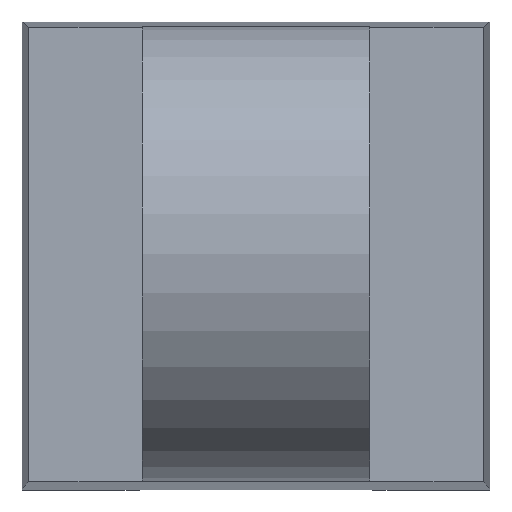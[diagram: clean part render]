
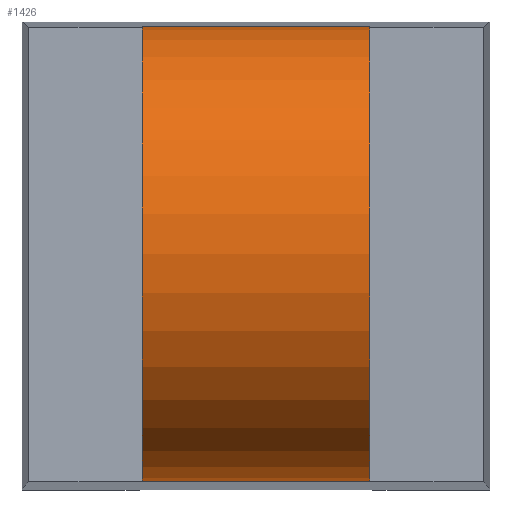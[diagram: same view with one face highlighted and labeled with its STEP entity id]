
A CAD part, top view. The second image highlights one B-rep face of the part: STEP entity #1426.
In plain terms, the highlighted cylindrical face has radius 0.025 mm (diameter 0.049 mm), a partial arc.
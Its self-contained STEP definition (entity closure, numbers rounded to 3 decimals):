
#181 = PLANE('',#182);
#182 = AXIS2_PLACEMENT_3D('',#183,#184,#185);
#183 = CARTESIAN_POINT('',(0.025,0.025,
    0.119));
#184 = DIRECTION('',(0.,-1.,0.));
#185 = DIRECTION('',(-1.,0.,0.));
#624 = PLANE('',#625);
#625 = AXIS2_PLACEMENT_3D('',#626,#627,#628);
#626 = CARTESIAN_POINT('',(0.012,-0.025,
    0.119));
#627 = DIRECTION('',(1.,0.,0.));
#628 = DIRECTION('',(0.,1.,0.));
#641 = VERTEX_POINT('',#642);
#642 = CARTESIAN_POINT('',(0.012,0.025,
    0.143));
#663 = EDGE_CURVE('',#641,#664,#666,.T.);
#664 = VERTEX_POINT('',#665);
#665 = CARTESIAN_POINT('',(-0.012,0.025,
    0.143));
#666 = SURFACE_CURVE('',#667,(#671,#678),.PCURVE_S1.);
#667 = LINE('',#668,#669);
#668 = CARTESIAN_POINT('',(0.025,0.025,
    0.143));
#669 = VECTOR('',#670,1.);
#670 = DIRECTION('',(-1.,0.,0.));
#671 = PCURVE('',#181,#672);
#672 = DEFINITIONAL_REPRESENTATION('',(#673),#677);
#673 = LINE('',#674,#675);
#674 = CARTESIAN_POINT('',(0.,-0.025));
#675 = VECTOR('',#676,1.);
#676 = DIRECTION('',(1.,0.));
#677 = ( GEOMETRIC_REPRESENTATION_CONTEXT(2) 
PARAMETRIC_REPRESENTATION_CONTEXT() REPRESENTATION_CONTEXT('2D SPACE',''
  ) );
#678 = PCURVE('',#679,#684);
#679 = CYLINDRICAL_SURFACE('',#680,0.025);
#680 = AXIS2_PLACEMENT_3D('',#681,#682,#683);
#681 = CARTESIAN_POINT('',(0.025,0.,
    0.143));
#682 = DIRECTION('',(1.,0.,0.));
#683 = DIRECTION('',(0.,0.,1.));
#684 = DEFINITIONAL_REPRESENTATION('',(#685),#689);
#685 = LINE('',#686,#687);
#686 = CARTESIAN_POINT('',(-7.854,0.));
#687 = VECTOR('',#688,1.);
#688 = DIRECTION('',(-0.,-1.));
#689 = ( GEOMETRIC_REPRESENTATION_CONTEXT(2) 
PARAMETRIC_REPRESENTATION_CONTEXT() REPRESENTATION_CONTEXT('2D SPACE',''
  ) );
#705 = PLANE('',#706);
#706 = AXIS2_PLACEMENT_3D('',#707,#708,#709);
#707 = CARTESIAN_POINT('',(-0.012,-0.025,
    0.119));
#708 = DIRECTION('',(1.,0.,0.));
#709 = DIRECTION('',(0.,1.,0.));
#1149 = PLANE('',#1150);
#1150 = AXIS2_PLACEMENT_3D('',#1151,#1152,#1153);
#1151 = CARTESIAN_POINT('',(-0.025,-0.025,
    0.119));
#1152 = DIRECTION('',(0.,1.,0.));
#1153 = DIRECTION('',(1.,0.,0.));
#1274 = VERTEX_POINT('',#1275);
#1275 = CARTESIAN_POINT('',(0.012,-0.025,
    0.143));
#1298 = EDGE_CURVE('',#641,#1274,#1299,.T.);
#1299 = SURFACE_CURVE('',#1300,(#1305,#1312),.PCURVE_S1.);
#1300 = CIRCLE('',#1301,0.025);
#1301 = AXIS2_PLACEMENT_3D('',#1302,#1303,#1304);
#1302 = CARTESIAN_POINT('',(0.012,0.,
    0.143));
#1303 = DIRECTION('',(1.,0.,0.));
#1304 = DIRECTION('',(0.,1.,0.));
#1305 = PCURVE('',#624,#1306);
#1306 = DEFINITIONAL_REPRESENTATION('',(#1307),#1311);
#1307 = CIRCLE('',#1308,0.025);
#1308 = AXIS2_PLACEMENT_2D('',#1309,#1310);
#1309 = CARTESIAN_POINT('',(0.025,0.025));
#1310 = DIRECTION('',(1.,0.));
#1311 = ( GEOMETRIC_REPRESENTATION_CONTEXT(2) 
PARAMETRIC_REPRESENTATION_CONTEXT() REPRESENTATION_CONTEXT('2D SPACE',''
  ) );
#1312 = PCURVE('',#679,#1313);
#1313 = DEFINITIONAL_REPRESENTATION('',(#1314),#1318);
#1314 = LINE('',#1315,#1316);
#1315 = CARTESIAN_POINT('',(-7.854,-0.012));
#1316 = VECTOR('',#1317,1.);
#1317 = DIRECTION('',(1.,-0.));
#1318 = ( GEOMETRIC_REPRESENTATION_CONTEXT(2) 
PARAMETRIC_REPRESENTATION_CONTEXT() REPRESENTATION_CONTEXT('2D SPACE',''
  ) );
#1355 = VERTEX_POINT('',#1356);
#1356 = CARTESIAN_POINT('',(-0.012,-0.025,
    0.143));
#1379 = EDGE_CURVE('',#664,#1355,#1380,.T.);
#1380 = SURFACE_CURVE('',#1381,(#1386,#1393),.PCURVE_S1.);
#1381 = CIRCLE('',#1382,0.025);
#1382 = AXIS2_PLACEMENT_3D('',#1383,#1384,#1385);
#1383 = CARTESIAN_POINT('',(-0.012,0.,
    0.143));
#1384 = DIRECTION('',(1.,0.,0.));
#1385 = DIRECTION('',(0.,1.,0.));
#1386 = PCURVE('',#705,#1387);
#1387 = DEFINITIONAL_REPRESENTATION('',(#1388),#1392);
#1388 = CIRCLE('',#1389,0.025);
#1389 = AXIS2_PLACEMENT_2D('',#1390,#1391);
#1390 = CARTESIAN_POINT('',(0.025,0.025));
#1391 = DIRECTION('',(1.,0.));
#1392 = ( GEOMETRIC_REPRESENTATION_CONTEXT(2) 
PARAMETRIC_REPRESENTATION_CONTEXT() REPRESENTATION_CONTEXT('2D SPACE',''
  ) );
#1393 = PCURVE('',#679,#1394);
#1394 = DEFINITIONAL_REPRESENTATION('',(#1395),#1399);
#1395 = LINE('',#1396,#1397);
#1396 = CARTESIAN_POINT('',(-7.854,-0.037));
#1397 = VECTOR('',#1398,1.);
#1398 = DIRECTION('',(1.,-0.));
#1399 = ( GEOMETRIC_REPRESENTATION_CONTEXT(2) 
PARAMETRIC_REPRESENTATION_CONTEXT() REPRESENTATION_CONTEXT('2D SPACE',''
  ) );
#1426 = ADVANCED_FACE('',(#1427),#679,.T.);
#1427 = FACE_BOUND('',#1428,.F.);
#1428 = EDGE_LOOP('',(#1429,#1430,#1451,#1452));
#1429 = ORIENTED_EDGE('',*,*,#1298,.T.);
#1430 = ORIENTED_EDGE('',*,*,#1431,.F.);
#1431 = EDGE_CURVE('',#1355,#1274,#1432,.T.);
#1432 = SURFACE_CURVE('',#1433,(#1437,#1444),.PCURVE_S1.);
#1433 = LINE('',#1434,#1435);
#1434 = CARTESIAN_POINT('',(-0.025,-0.025,
    0.143));
#1435 = VECTOR('',#1436,1.);
#1436 = DIRECTION('',(1.,0.,0.));
#1437 = PCURVE('',#679,#1438);
#1438 = DEFINITIONAL_REPRESENTATION('',(#1439),#1443);
#1439 = LINE('',#1440,#1441);
#1440 = CARTESIAN_POINT('',(-4.712,-0.049));
#1441 = VECTOR('',#1442,1.);
#1442 = DIRECTION('',(0.,1.));
#1443 = ( GEOMETRIC_REPRESENTATION_CONTEXT(2) 
PARAMETRIC_REPRESENTATION_CONTEXT() REPRESENTATION_CONTEXT('2D SPACE',''
  ) );
#1444 = PCURVE('',#1149,#1445);
#1445 = DEFINITIONAL_REPRESENTATION('',(#1446),#1450);
#1446 = LINE('',#1447,#1448);
#1447 = CARTESIAN_POINT('',(0.,-0.025));
#1448 = VECTOR('',#1449,1.);
#1449 = DIRECTION('',(1.,0.));
#1450 = ( GEOMETRIC_REPRESENTATION_CONTEXT(2) 
PARAMETRIC_REPRESENTATION_CONTEXT() REPRESENTATION_CONTEXT('2D SPACE',''
  ) );
#1451 = ORIENTED_EDGE('',*,*,#1379,.F.);
#1452 = ORIENTED_EDGE('',*,*,#663,.F.);
